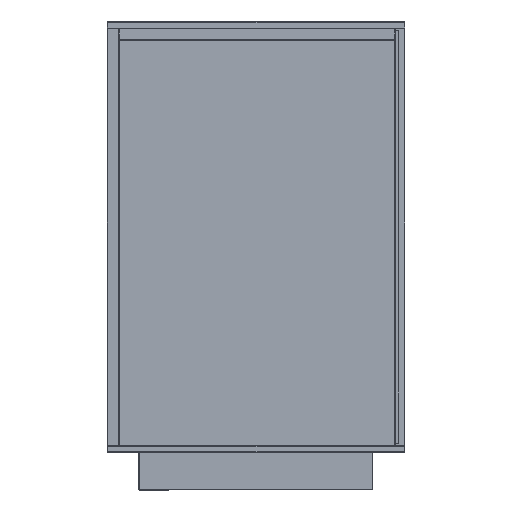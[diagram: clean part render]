
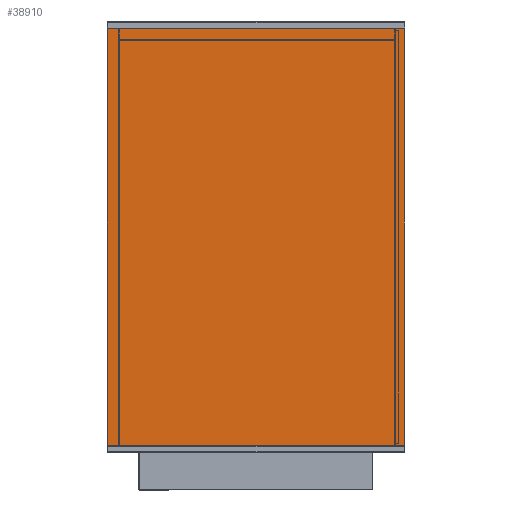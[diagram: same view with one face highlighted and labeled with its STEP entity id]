
A CAD part, left-side view. The second image highlights one B-rep face of the part: STEP entity #38910.
In plain terms, the highlighted planar face has unit normal (-1, 0, 0).
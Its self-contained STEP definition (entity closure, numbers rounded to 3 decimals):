
#38910=ADVANCED_FACE('',(#39422),#48252,.T.);
#39422=FACE_OUTER_BOUND('',#39936,.T.);
#39936=EDGE_LOOP('',(#40892,#40893,#40894,#40895));
#40892=ORIENTED_EDGE('',*,*,#42532,.T.);
#40893=ORIENTED_EDGE('',*,*,#42533,.T.);
#40894=ORIENTED_EDGE('',*,*,#42534,.T.);
#40895=ORIENTED_EDGE('',*,*,#42535,.T.);
#42532=EDGE_CURVE('',#47524,#47525,#46964,.T.);
#42533=EDGE_CURVE('',#47525,#47526,#46965,.T.);
#42534=EDGE_CURVE('',#47526,#47527,#46966,.T.);
#42535=EDGE_CURVE('',#47527,#47524,#46967,.T.);
#46964=B_SPLINE_CURVE_WITH_KNOTS('',1,(#54377,#54378),.UNSPECIFIED.,.F.,
 .F.,(2,2),(0.,659.),.UNSPECIFIED.);
#46965=B_SPLINE_CURVE_WITH_KNOTS('',1,(#54379,#54380),.UNSPECIFIED.,.F.,
 .F.,(2,2),(0.,469.),.UNSPECIFIED.);
#46966=B_SPLINE_CURVE_WITH_KNOTS('',1,(#54381,#54382),.UNSPECIFIED.,.F.,
 .F.,(2,2),(0.,659.),.UNSPECIFIED.);
#46967=B_SPLINE_CURVE_WITH_KNOTS('',1,(#54383,#54384),.UNSPECIFIED.,.F.,
 .F.,(2,2),(0.,469.),.UNSPECIFIED.);
#47524=VERTEX_POINT('',#54345);
#47525=VERTEX_POINT('',#54346);
#47526=VERTEX_POINT('',#54347);
#47527=VERTEX_POINT('',#54348);
#48252=PLANE('',#48444);
#48444=AXIS2_PLACEMENT_3D('',#54141,#48620,$);
#48620=DIRECTION('',(-1.,0.,0.));
#54141=CARTESIAN_POINT('',(0.,516.412,14.588));
#54345=CARTESIAN_POINT('',(0.,0.5,80.5));
#54346=CARTESIAN_POINT('',(0.,0.5,739.5));
#54347=CARTESIAN_POINT('',(0.,469.5,739.5));
#54348=CARTESIAN_POINT('',(0.,469.5,80.5));
#54377=CARTESIAN_POINT('',(0.,0.5,80.5));
#54378=CARTESIAN_POINT('',(0.,0.5,739.5));
#54379=CARTESIAN_POINT('',(0.,0.5,739.5));
#54380=CARTESIAN_POINT('',(0.,469.5,739.5));
#54381=CARTESIAN_POINT('',(0.,469.5,739.5));
#54382=CARTESIAN_POINT('',(0.,469.5,80.5));
#54383=CARTESIAN_POINT('',(0.,469.5,80.5));
#54384=CARTESIAN_POINT('',(0.,0.5,80.5));
